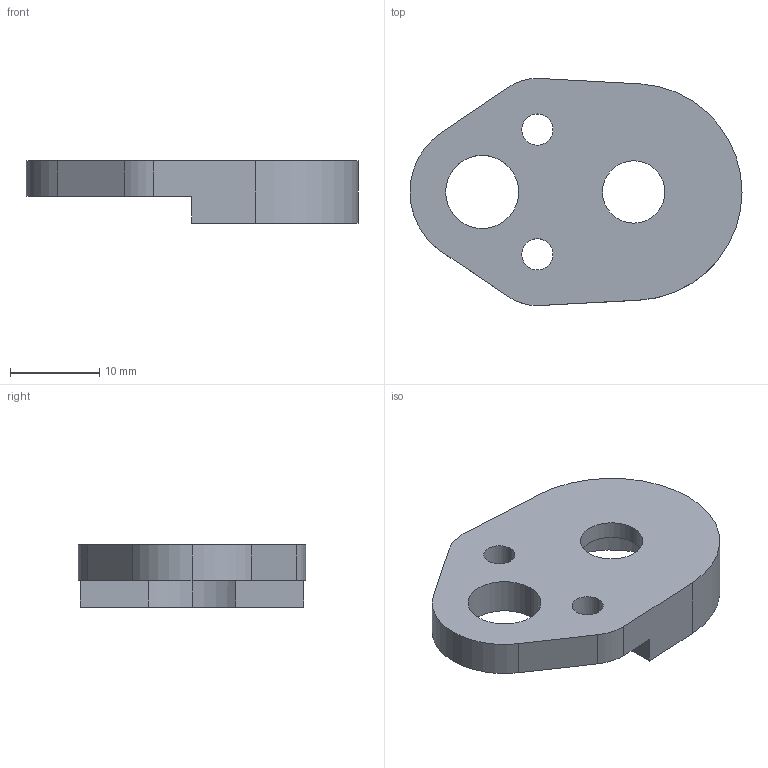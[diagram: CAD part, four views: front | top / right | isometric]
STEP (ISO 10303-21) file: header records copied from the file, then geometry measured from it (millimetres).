
FILE_DESCRIPTION (( 'STEP AP203' ), '1' );
FILE_NAME ('Eje Z - Soporte Rodamiento.STEP', '2015-09-07T08:31:05', ( 'Motherfocka' ), ( '' ), 'SwSTEP 2.0', 'SolidWorks 2014', '' );
FILE_SCHEMA (( 'CONFIG_CONTROL_DESIGN' ));
Length unit declared in the file: millimetre
Products named in the file (1): Eje Z - Soporte Rodamiento
Bounding box: 37.25 x 25.5 x 7 mm (x, y, z)
Volume: 2816.6 mm3; surface area: 2347.2 mm2
Topology: 1 solids, 1 shells, 25 faces, 69 edges, 46 vertices
Faces by surface type: cylinder 15, plane 10
Entity records: 908 total; most frequent: DIRECTION 153, CARTESIAN_POINT 141, ORIENTED_EDGE 138, EDGE_CURVE 69, AXIS2_PLACEMENT_3D 58, VERTEX_POINT 46, VECTOR 37, LINE 37
